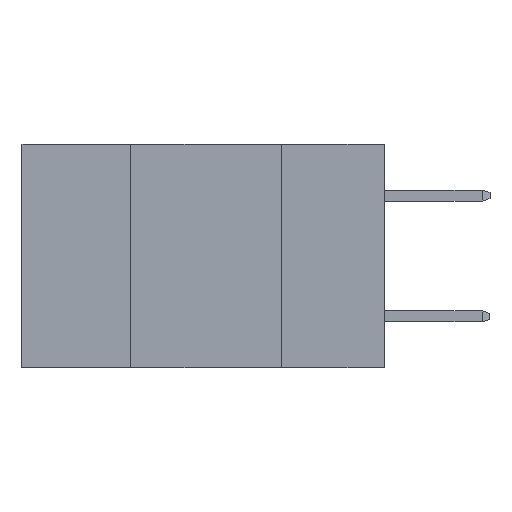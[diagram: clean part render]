
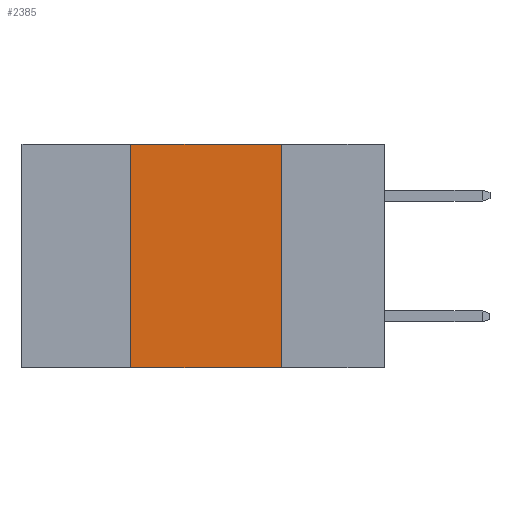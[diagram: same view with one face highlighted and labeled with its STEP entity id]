
A CAD part, left-side view. The second image highlights one B-rep face of the part: STEP entity #2385.
In plain terms, the highlighted planar face has unit normal (-1, 0, 0).
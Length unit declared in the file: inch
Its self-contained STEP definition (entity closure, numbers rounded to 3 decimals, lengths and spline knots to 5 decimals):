
#152 = FACE_OUTER_BOUND ( 'NONE', #1513, .T. ) ;
#322 = ORIENTED_EDGE ( 'NONE', *, *, #8168, .F. ) ;
#403 = CARTESIAN_POINT ( 'NONE',  ( 0., 0.42, -0.37 ) ) ;
#1028 = AXIS2_PLACEMENT_3D ( 'NONE', #12456, #12427, #9766 ) ;
#1513 = EDGE_LOOP ( 'NONE', ( #322, #10563, #7565, #7963 ) ) ;
#1852 = VERTEX_POINT ( 'NONE', #7816 ) ;
#2385 = ADVANCED_FACE ( 'NONE', ( #152 ), #14543, .F. ) ;
#2612 = LINE ( 'NONE', #6826, #12065 ) ;
#2613 = VECTOR ( 'NONE', #5956, 39.37008 ) ;
#3013 = LINE ( 'NONE', #6221, #2613 ) ;
#3513 = VERTEX_POINT ( 'NONE', #12806 ) ;
#3889 = EDGE_CURVE ( 'NONE', #5866, #12277, #10122, .T. ) ;
#4755 = EDGE_CURVE ( 'NONE', #5866, #1852, #2612, .T. ) ;
#5547 = DIRECTION ( 'NONE',  ( 0., 0., 1. ) ) ;
#5866 = VERTEX_POINT ( 'NONE', #403 ) ;
#5956 = DIRECTION ( 'NONE',  ( 0., 0., -1. ) ) ;
#6221 = CARTESIAN_POINT ( 'NONE',  ( 0., 0.17, 0. ) ) ;
#6749 = VECTOR ( 'NONE', #8416, 39.37008 ) ;
#6826 = CARTESIAN_POINT ( 'NONE',  ( 0., 0.42, 0. ) ) ;
#7565 = ORIENTED_EDGE ( 'NONE', *, *, #4755, .F. ) ;
#7816 = CARTESIAN_POINT ( 'NONE',  ( 0., 0.42, 0. ) ) ;
#7963 = ORIENTED_EDGE ( 'NONE', *, *, #3889, .T. ) ;
#8168 = EDGE_CURVE ( 'NONE', #3513, #12277, #3013, .T. ) ;
#8409 = CARTESIAN_POINT ( 'NONE',  ( 0., 0.6, -0.37 ) ) ;
#8416 = DIRECTION ( 'NONE',  ( 0., -1., 0. ) ) ;
#9766 = DIRECTION ( 'NONE',  ( 0., 0., -1. ) ) ;
#10122 = LINE ( 'NONE', #8409, #6749 ) ;
#10563 = ORIENTED_EDGE ( 'NONE', *, *, #12232, .F. ) ;
#10784 = DIRECTION ( 'NONE',  ( 0., -1., 0. ) ) ;
#11743 = LINE ( 'NONE', #14292, #12133 ) ;
#12065 = VECTOR ( 'NONE', #5547, 39.37008 ) ;
#12133 = VECTOR ( 'NONE', #10784, 39.37008 ) ;
#12232 = EDGE_CURVE ( 'NONE', #1852, #3513, #11743, .T. ) ;
#12277 = VERTEX_POINT ( 'NONE', #14391 ) ;
#12427 = DIRECTION ( 'NONE',  ( 1., 0., 0. ) ) ;
#12456 = CARTESIAN_POINT ( 'NONE',  ( 0., 0.6, 0. ) ) ;
#12806 = CARTESIAN_POINT ( 'NONE',  ( 0., 0.17, 0. ) ) ;
#14292 = CARTESIAN_POINT ( 'NONE',  ( 0., 0.6, 0. ) ) ;
#14391 = CARTESIAN_POINT ( 'NONE',  ( 0., 0.17, -0.37 ) ) ;
#14543 = PLANE ( 'NONE',  #1028 ) ;
